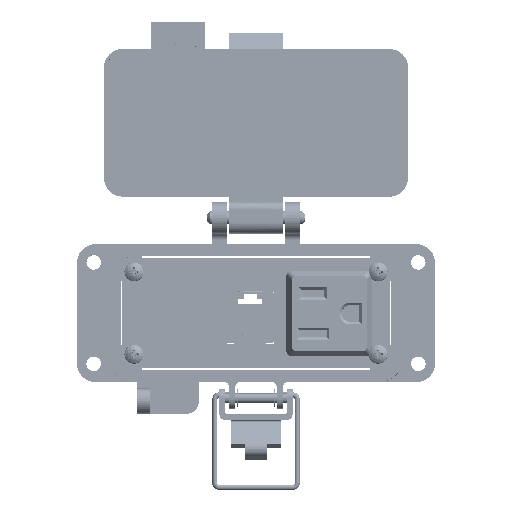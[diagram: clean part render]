
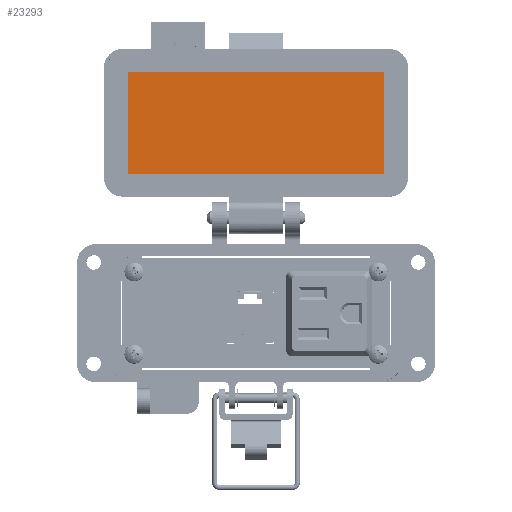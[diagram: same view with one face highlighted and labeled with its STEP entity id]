
A CAD part, top view. The second image highlights one B-rep face of the part: STEP entity #23293.
In plain terms, the highlighted planar face has unit normal (0, 0, 1).
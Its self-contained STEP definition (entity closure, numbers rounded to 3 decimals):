
#1478 = ORIENTED_EDGE ( 'NONE', *, *, #21223, .F. ) ;
#5820 = CARTESIAN_POINT ( 'NONE',  ( 42., 51.154, -25.55 ) ) ;
#7536 = CARTESIAN_POINT ( 'NONE',  ( -40.25, 83.154, -25.55 ) ) ;
#10666 = DIRECTION ( 'NONE',  ( 0., -1., 0. ) ) ;
#11075 = CARTESIAN_POINT ( 'NONE',  ( 40.25, 67.154, -25.55 ) ) ;
#12413 = CARTESIAN_POINT ( 'NONE',  ( -8.5, 67.154, -25.55 ) ) ;
#13781 = ORIENTED_EDGE ( 'NONE', *, *, #43865, .F. ) ;
#14768 = CARTESIAN_POINT ( 'NONE',  ( -40.25, 67.154, -25.55 ) ) ;
#16480 = LINE ( 'NONE', #11075, #45412 ) ;
#21223 = EDGE_CURVE ( 'NONE', #64790, #69453, #40297, .T. ) ;
#23293 = ADVANCED_FACE ( 'NONE', ( #50279 ), #44073, .T. ) ;
#25479 = VECTOR ( 'NONE', #65983, 1000. ) ;
#26116 = DIRECTION ( 'NONE',  ( 0., 0., 1. ) ) ;
#26855 = EDGE_CURVE ( 'NONE', #48062, #37402, #32445, .T. ) ;
#31282 = AXIS2_PLACEMENT_3D ( 'NONE', #12413, #26116, #71967 ) ;
#32321 = ORIENTED_EDGE ( 'NONE', *, *, #43550, .F. ) ;
#32445 = LINE ( 'NONE', #5820, #67763 ) ;
#34029 = DIRECTION ( 'NONE',  ( 1., 0., 0. ) ) ;
#36681 = VECTOR ( 'NONE', #34029, 1000. ) ;
#37402 = VERTEX_POINT ( 'NONE', #75458 ) ;
#38725 = DIRECTION ( 'NONE',  ( -1., 0., 0. ) ) ;
#40297 = LINE ( 'NONE', #65687, #36681 ) ;
#43550 = EDGE_CURVE ( 'NONE', #69453, #48062, #16480, .T. ) ;
#43865 = EDGE_CURVE ( 'NONE', #37402, #64790, #53471, .T. ) ;
#44073 = PLANE ( 'NONE',  #31282 ) ;
#45412 = VECTOR ( 'NONE', #10666, 1000. ) ;
#45908 = CARTESIAN_POINT ( 'NONE',  ( 40.25, 51.154, -25.55 ) ) ;
#48062 = VERTEX_POINT ( 'NONE', #45908 ) ;
#50279 = FACE_OUTER_BOUND ( 'NONE', #74810, .T. ) ;
#53471 = LINE ( 'NONE', #14768, #25479 ) ;
#62465 = ORIENTED_EDGE ( 'NONE', *, *, #26855, .F. ) ;
#64790 = VERTEX_POINT ( 'NONE', #7536 ) ;
#65687 = CARTESIAN_POINT ( 'NONE',  ( -8.5, 83.154, -25.55 ) ) ;
#65983 = DIRECTION ( 'NONE',  ( 0., 1., 0. ) ) ;
#66945 = CARTESIAN_POINT ( 'NONE',  ( 40.25, 83.154, -25.55 ) ) ;
#67763 = VECTOR ( 'NONE', #38725, 1000. ) ;
#69453 = VERTEX_POINT ( 'NONE', #66945 ) ;
#71967 = DIRECTION ( 'NONE',  ( 0., -1., 0. ) ) ;
#74810 = EDGE_LOOP ( 'NONE', ( #1478, #13781, #62465, #32321 ) ) ;
#75458 = CARTESIAN_POINT ( 'NONE',  ( -40.25, 51.154, -25.55 ) ) ;
